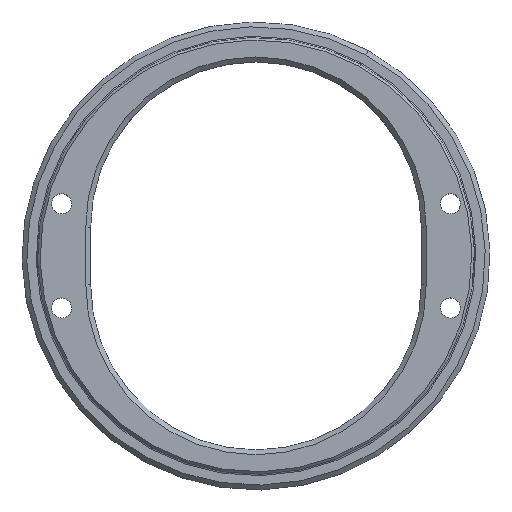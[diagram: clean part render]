
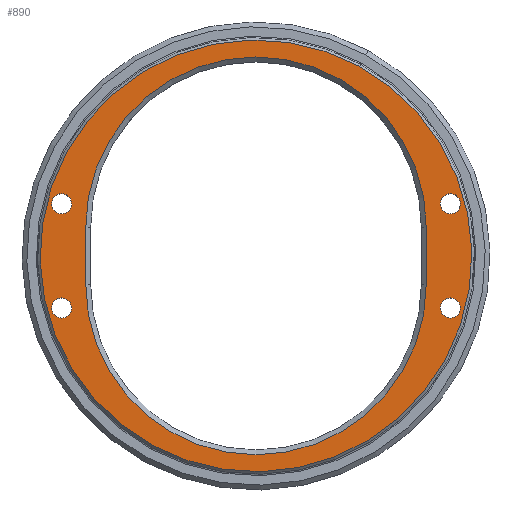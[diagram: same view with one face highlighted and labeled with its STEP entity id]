
A CAD part, top view. The second image highlights one B-rep face of the part: STEP entity #890.
In plain terms, the highlighted planar face has unit normal (0, 0, 1).
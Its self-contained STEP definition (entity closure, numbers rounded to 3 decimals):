
#63=CARTESIAN_POINT('Vertex',(38.272,11.732,12.9)) ;
#77=CARTESIAN_POINT('Vertex',(41.9,9.75,12.9)) ;
#80=CARTESIAN_POINT('Axis2P3D Location',(40.086,10.741,12.9)) ;
#97=CARTESIAN_POINT('Axis2P3D Location',(40.086,10.741,12.9)) ;
#406=CARTESIAN_POINT('Vertex',(21.334,39.052,12.9)) ;
#409=CARTESIAN_POINT('Axis2P3D Location',(0.,0.,12.9)) ;
#413=CARTESIAN_POINT('Vertex',(-21.334,-39.052,12.9)) ;
#428=CARTESIAN_POINT('Axis2P3D Location',(0.,0.,12.9)) ;
#492=CARTESIAN_POINT('Vertex',(-35.1,-5.9,12.9)) ;
#508=CARTESIAN_POINT('Vertex',(-35.1,5.9,12.9)) ;
#511=CARTESIAN_POINT('Line Origine',(-35.1,0.,12.9)) ;
#532=CARTESIAN_POINT('Vertex',(35.1,-5.9,12.9)) ;
#542=CARTESIAN_POINT('Axis2P3D Location',(0.,-5.9,12.9)) ;
#563=CARTESIAN_POINT('Vertex',(35.1,5.9,12.9)) ;
#573=CARTESIAN_POINT('Line Origine',(35.1,0.,12.9)) ;
#595=CARTESIAN_POINT('Axis2P3D Location',(0.,5.9,12.9)) ;
#817=CARTESIAN_POINT('Axis2P3D Location',(0.,44.5,12.9)) ;
#836=CARTESIAN_POINT('Axis2P3D Location',(-40.086,10.741,12.9)) ;
#840=CARTESIAN_POINT('Vertex',(-41.9,11.732,12.9)) ;
#842=CARTESIAN_POINT('Vertex',(-38.272,9.75,12.9)) ;
#845=CARTESIAN_POINT('Axis2P3D Location',(-40.086,10.741,12.9)) ;
#854=CARTESIAN_POINT('Axis2P3D Location',(40.086,-10.741,12.9)) ;
#858=CARTESIAN_POINT('Vertex',(38.272,-9.75,12.9)) ;
#860=CARTESIAN_POINT('Vertex',(41.9,-11.732,12.9)) ;
#863=CARTESIAN_POINT('Axis2P3D Location',(40.086,-10.741,12.9)) ;
#872=CARTESIAN_POINT('Axis2P3D Location',(-40.086,-10.741,12.9)) ;
#876=CARTESIAN_POINT('Vertex',(-41.9,-9.75,12.9)) ;
#878=CARTESIAN_POINT('Vertex',(-38.272,-11.732,12.9)) ;
#881=CARTESIAN_POINT('Axis2P3D Location',(-40.086,-10.741,12.9)) ;
#81=DIRECTION('Axis2P3D Direction',(0.,0.,-1.)) ;
#98=DIRECTION('Axis2P3D Direction',(0.,0.,-1.)) ;
#410=DIRECTION('Axis2P3D Direction',(0.,0.,-1.)) ;
#429=DIRECTION('Axis2P3D Direction',(0.,0.,-1.)) ;
#512=DIRECTION('Vector Direction',(0.,1.,0.)) ;
#543=DIRECTION('Axis2P3D Direction',(0.,0.,-1.)) ;
#574=DIRECTION('Vector Direction',(0.,-1.,0.)) ;
#596=DIRECTION('Axis2P3D Direction',(0.,0.,-1.)) ;
#818=DIRECTION('Axis2P3D Direction',(0.,0.,-1.)) ;
#819=DIRECTION('Axis2P3D XDirection',(1.,0.,0.)) ;
#837=DIRECTION('Axis2P3D Direction',(0.,0.,-1.)) ;
#846=DIRECTION('Axis2P3D Direction',(0.,0.,-1.)) ;
#855=DIRECTION('Axis2P3D Direction',(0.,0.,-1.)) ;
#864=DIRECTION('Axis2P3D Direction',(0.,0.,-1.)) ;
#873=DIRECTION('Axis2P3D Direction',(0.,0.,-1.)) ;
#882=DIRECTION('Axis2P3D Direction',(0.,0.,-1.)) ;
#82=AXIS2_PLACEMENT_3D('Circle Axis2P3D',#80,#81,$) ;
#99=AXIS2_PLACEMENT_3D('Circle Axis2P3D',#97,#98,$) ;
#411=AXIS2_PLACEMENT_3D('Circle Axis2P3D',#409,#410,$) ;
#430=AXIS2_PLACEMENT_3D('Circle Axis2P3D',#428,#429,$) ;
#544=AXIS2_PLACEMENT_3D('Circle Axis2P3D',#542,#543,$) ;
#597=AXIS2_PLACEMENT_3D('Circle Axis2P3D',#595,#596,$) ;
#820=AXIS2_PLACEMENT_3D('Plane Axis2P3D',#817,#818,#819) ;
#838=AXIS2_PLACEMENT_3D('Circle Axis2P3D',#836,#837,$) ;
#847=AXIS2_PLACEMENT_3D('Circle Axis2P3D',#845,#846,$) ;
#856=AXIS2_PLACEMENT_3D('Circle Axis2P3D',#854,#855,$) ;
#865=AXIS2_PLACEMENT_3D('Circle Axis2P3D',#863,#864,$) ;
#874=AXIS2_PLACEMENT_3D('Circle Axis2P3D',#872,#873,$) ;
#883=AXIS2_PLACEMENT_3D('Circle Axis2P3D',#881,#882,$) ;
#823=ORIENTED_EDGE('',*,*,#415,.F.) ;
#824=ORIENTED_EDGE('',*,*,#432,.F.) ;
#827=ORIENTED_EDGE('',*,*,#84,.T.) ;
#828=ORIENTED_EDGE('',*,*,#101,.T.) ;
#831=ORIENTED_EDGE('',*,*,#599,.T.) ;
#832=ORIENTED_EDGE('',*,*,#577,.T.) ;
#833=ORIENTED_EDGE('',*,*,#546,.T.) ;
#834=ORIENTED_EDGE('',*,*,#515,.T.) ;
#851=ORIENTED_EDGE('',*,*,#844,.T.) ;
#852=ORIENTED_EDGE('',*,*,#849,.T.) ;
#869=ORIENTED_EDGE('',*,*,#862,.T.) ;
#870=ORIENTED_EDGE('',*,*,#867,.T.) ;
#887=ORIENTED_EDGE('',*,*,#880,.T.) ;
#888=ORIENTED_EDGE('',*,*,#885,.T.) ;
#829=FACE_BOUND('',#826,.T.) ;
#835=FACE_BOUND('',#830,.T.) ;
#853=FACE_BOUND('',#850,.T.) ;
#871=FACE_BOUND('',#868,.T.) ;
#889=FACE_BOUND('',#886,.T.) ;
#513=VECTOR('Line Direction',#512,1.) ;
#575=VECTOR('Line Direction',#574,1.) ;
#890=ADVANCED_FACE('PartBody',(#825,#829,#835,#853,#871,#889),#821,.F.) ;
#83=CIRCLE('generated circle',#82,2.067) ;
#100=CIRCLE('generated circle',#99,2.067) ;
#412=CIRCLE('generated circle',#411,44.5) ;
#431=CIRCLE('generated circle',#430,44.5) ;
#545=CIRCLE('generated circle',#544,35.1) ;
#598=CIRCLE('generated circle',#597,35.1) ;
#839=CIRCLE('generated circle',#838,2.067) ;
#848=CIRCLE('generated circle',#847,2.067) ;
#857=CIRCLE('generated circle',#856,2.067) ;
#866=CIRCLE('generated circle',#865,2.067) ;
#875=CIRCLE('generated circle',#874,2.067) ;
#884=CIRCLE('generated circle',#883,2.067) ;
#84=EDGE_CURVE('',#64,#78,#83,.T.) ;
#101=EDGE_CURVE('',#78,#64,#100,.T.) ;
#415=EDGE_CURVE('',#407,#414,#412,.T.) ;
#432=EDGE_CURVE('',#414,#407,#431,.T.) ;
#515=EDGE_CURVE('',#493,#509,#514,.T.) ;
#546=EDGE_CURVE('',#533,#493,#545,.T.) ;
#577=EDGE_CURVE('',#564,#533,#576,.T.) ;
#599=EDGE_CURVE('',#509,#564,#598,.T.) ;
#844=EDGE_CURVE('',#841,#843,#839,.T.) ;
#849=EDGE_CURVE('',#843,#841,#848,.T.) ;
#862=EDGE_CURVE('',#859,#861,#857,.T.) ;
#867=EDGE_CURVE('',#861,#859,#866,.T.) ;
#880=EDGE_CURVE('',#877,#879,#875,.T.) ;
#885=EDGE_CURVE('',#879,#877,#884,.T.) ;
#822=EDGE_LOOP('',(#823,#824)) ;
#826=EDGE_LOOP('',(#827,#828)) ;
#830=EDGE_LOOP('',(#831,#832,#833,#834)) ;
#850=EDGE_LOOP('',(#851,#852)) ;
#868=EDGE_LOOP('',(#869,#870)) ;
#886=EDGE_LOOP('',(#887,#888)) ;
#825=FACE_OUTER_BOUND('',#822,.T.) ;
#514=LINE('Line',#511,#513) ;
#576=LINE('Line',#573,#575) ;
#821=PLANE('',#820) ;
#64=VERTEX_POINT('',#63) ;
#78=VERTEX_POINT('',#77) ;
#407=VERTEX_POINT('',#406) ;
#414=VERTEX_POINT('',#413) ;
#493=VERTEX_POINT('',#492) ;
#509=VERTEX_POINT('',#508) ;
#533=VERTEX_POINT('',#532) ;
#564=VERTEX_POINT('',#563) ;
#841=VERTEX_POINT('',#840) ;
#843=VERTEX_POINT('',#842) ;
#859=VERTEX_POINT('',#858) ;
#861=VERTEX_POINT('',#860) ;
#877=VERTEX_POINT('',#876) ;
#879=VERTEX_POINT('',#878) ;
